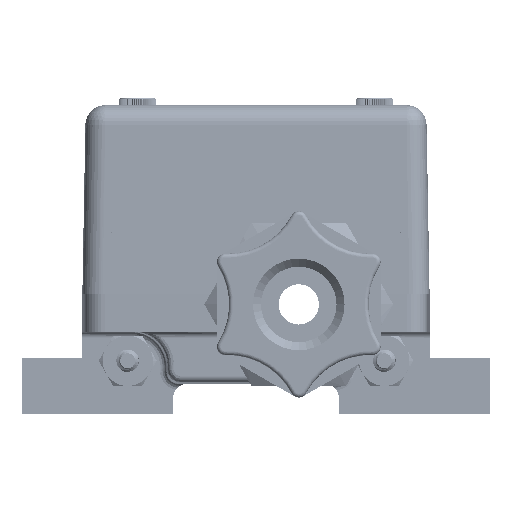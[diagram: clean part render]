
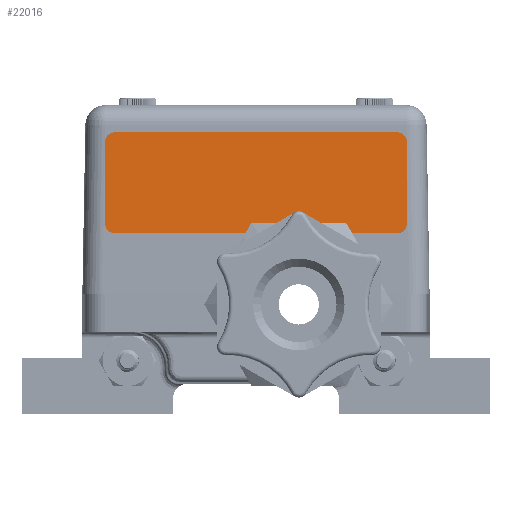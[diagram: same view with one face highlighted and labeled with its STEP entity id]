
A CAD part, front view. The second image highlights one B-rep face of the part: STEP entity #22016.
In plain terms, the highlighted face is planar.
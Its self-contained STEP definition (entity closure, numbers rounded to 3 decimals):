
#1556=PLANE('',#26684);
#3155=LINE('',#43880,#4841);
#3160=LINE('',#43895,#4846);
#3164=LINE('',#43907,#4850);
#3168=LINE('',#43919,#4854);
#4841=VECTOR('',#31455,1000.);
#4846=VECTOR('',#31468,1000.);
#4850=VECTOR('',#31480,1000.);
#4854=VECTOR('',#31492,1000.);
#9995=ORIENTED_EDGE('',*,*,#14206,.F.);
#9996=ORIENTED_EDGE('',*,*,#14228,.F.);
#9997=ORIENTED_EDGE('',*,*,#14225,.F.);
#9998=ORIENTED_EDGE('',*,*,#14222,.F.);
#9999=ORIENTED_EDGE('',*,*,#14219,.F.);
#10000=ORIENTED_EDGE('',*,*,#14216,.F.);
#10001=ORIENTED_EDGE('',*,*,#14213,.F.);
#10002=ORIENTED_EDGE('',*,*,#14210,.F.);
#14206=EDGE_CURVE('',#16687,#16688,#3155,.T.);
#14210=EDGE_CURVE('',#16688,#16691,#17760,.T.);
#14213=EDGE_CURVE('',#16691,#16693,#3160,.T.);
#14216=EDGE_CURVE('',#16693,#16695,#17762,.T.);
#14219=EDGE_CURVE('',#16695,#16697,#3164,.T.);
#14222=EDGE_CURVE('',#16697,#16699,#17764,.T.);
#14225=EDGE_CURVE('',#16699,#16701,#3168,.T.);
#14228=EDGE_CURVE('',#16701,#16687,#17766,.T.);
#16687=VERTEX_POINT('',#43881);
#16688=VERTEX_POINT('',#43882);
#16691=VERTEX_POINT('',#43890);
#16693=VERTEX_POINT('',#43896);
#16695=VERTEX_POINT('',#43902);
#16697=VERTEX_POINT('',#43908);
#16699=VERTEX_POINT('',#43914);
#16701=VERTEX_POINT('',#43920);
#17760=CIRCLE('',#26669,1.194);
#17762=CIRCLE('',#26673,1.194);
#17764=CIRCLE('',#26677,1.194);
#17766=CIRCLE('',#26681,1.194);
#19127=EDGE_LOOP('',(#9995,#9996,#9997,#9998,#9999,#10000,#10001,#10002));
#20589=FACE_BOUND('',#19127,.T.);
#22016=ADVANCED_FACE('',(#20589),#1556,.F.);
#26669=AXIS2_PLACEMENT_3D('',#43889,#31461,#31462);
#26673=AXIS2_PLACEMENT_3D('',#43901,#31473,#31474);
#26677=AXIS2_PLACEMENT_3D('',#43913,#31485,#31486);
#26681=AXIS2_PLACEMENT_3D('',#43925,#31497,#31498);
#26684=AXIS2_PLACEMENT_3D('',#43928,#31503,#31504);
#31455=DIRECTION('',(0.,0.,-1.));
#31461=DIRECTION('',(0.,1.,0.));
#31462=DIRECTION('',(1.,0.,0.));
#31468=DIRECTION('',(-1.,0.,0.));
#31473=DIRECTION('',(0.,1.,0.));
#31474=DIRECTION('',(1.,0.,0.));
#31480=DIRECTION('',(0.,0.,1.));
#31485=DIRECTION('',(0.,1.,0.));
#31486=DIRECTION('',(1.,0.,0.));
#31492=DIRECTION('',(1.,0.,0.));
#31497=DIRECTION('',(0.,1.,0.));
#31498=DIRECTION('',(-1.,0.,0.));
#31503=DIRECTION('',(0.,1.,0.));
#31504=DIRECTION('',(0.,0.,1.));
#43880=CARTESIAN_POINT('',(19.05,-0.044,5.156));
#43881=CARTESIAN_POINT('',(19.05,-0.044,5.156));
#43882=CARTESIAN_POINT('',(19.05,-0.044,-5.156));
#43889=CARTESIAN_POINT('',(17.856,-0.044,-5.156));
#43890=CARTESIAN_POINT('',(17.856,-0.044,-6.35));
#43895=CARTESIAN_POINT('',(17.856,-0.044,-6.35));
#43896=CARTESIAN_POINT('',(-17.856,-0.044,-6.35));
#43901=CARTESIAN_POINT('',(-17.856,-0.044,-5.156));
#43902=CARTESIAN_POINT('',(-19.05,-0.044,-5.156));
#43907=CARTESIAN_POINT('',(-19.05,-0.044,-5.156));
#43908=CARTESIAN_POINT('',(-19.05,-0.044,5.156));
#43913=CARTESIAN_POINT('',(-17.856,-0.044,5.156));
#43914=CARTESIAN_POINT('',(-17.856,-0.044,6.35));
#43919=CARTESIAN_POINT('',(-17.856,-0.044,6.35));
#43920=CARTESIAN_POINT('',(17.856,-0.044,6.35));
#43925=CARTESIAN_POINT('',(17.856,-0.044,5.156));
#43928=CARTESIAN_POINT('',(17.856,-0.044,-5.156));
